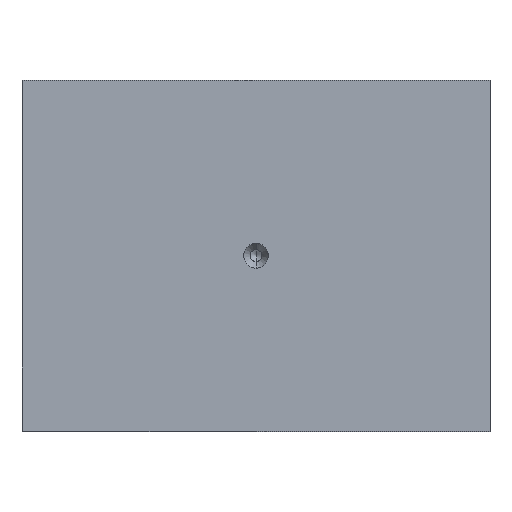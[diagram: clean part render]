
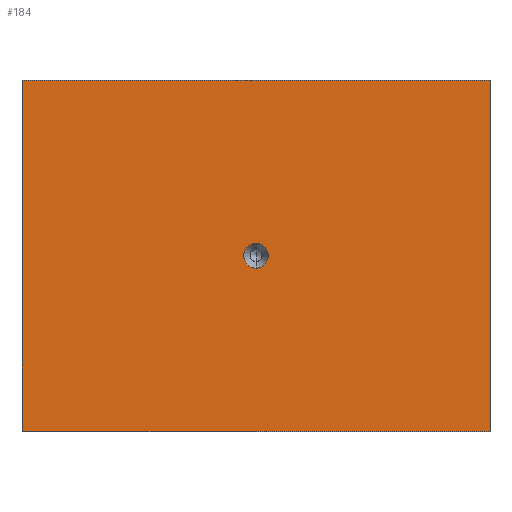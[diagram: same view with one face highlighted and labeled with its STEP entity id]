
A CAD part, top view. The second image highlights one B-rep face of the part: STEP entity #184.
In plain terms, the highlighted planar face has unit normal (0, 0, 1).
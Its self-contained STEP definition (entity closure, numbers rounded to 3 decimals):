
#184 = ADVANCED_FACE ( 'NONE', ( #3369, #3188 ), #1738, .T. ) ;
#239 = ORIENTED_EDGE ( 'NONE', *, *, #2574, .T. ) ;
#310 = AXIS2_PLACEMENT_3D ( 'NONE', #2354, #364, #3483 ) ;
#364 = DIRECTION ( 'NONE',  ( 0., 0., -1. ) ) ;
#545 = VERTEX_POINT ( 'NONE', #3325 ) ;
#698 = DIRECTION ( 'NONE',  ( 0., 1., 0. ) ) ;
#764 = CARTESIAN_POINT ( 'NONE',  ( 67.459, -42.98, 147.997 ) ) ;
#850 = LINE ( 'NONE', #2702, #1379 ) ;
#878 = EDGE_CURVE ( 'NONE', #2251, #3093, #2469, .T. ) ;
#920 = DIRECTION ( 'NONE',  ( 0., 0., 1. ) ) ;
#968 = CARTESIAN_POINT ( 'NONE',  ( -12.541, 21.27, 147.997 ) ) ;
#1043 = DIRECTION ( 'NONE',  ( 1., 0., 0. ) ) ;
#1116 = DIRECTION ( 'NONE',  ( 0., 0., -1. ) ) ;
#1161 = ORIENTED_EDGE ( 'NONE', *, *, #2657, .T. ) ;
#1206 = DIRECTION ( 'NONE',  ( 1., 0., 0. ) ) ;
#1286 = EDGE_LOOP ( 'NONE', ( #1161, #1314, #2005, #239 ) ) ;
#1306 = VECTOR ( 'NONE', #698, 1000. ) ;
#1314 = ORIENTED_EDGE ( 'NONE', *, *, #2810, .T. ) ;
#1379 = VECTOR ( 'NONE', #1535, 1000. ) ;
#1496 = VERTEX_POINT ( 'NONE', #764 ) ;
#1535 = DIRECTION ( 'NONE',  ( 0., -1., 0. ) ) ;
#1590 = ORIENTED_EDGE ( 'NONE', *, *, #2953, .T. ) ;
#1601 = VECTOR ( 'NONE', #2575, 1000. ) ;
#1604 = LINE ( 'NONE', #2635, #1306 ) ;
#1618 = ORIENTED_EDGE ( 'NONE', *, *, #878, .T. ) ;
#1689 = CARTESIAN_POINT ( 'NONE',  ( -92.541, -42.98, 147.997 ) ) ;
#1717 = CARTESIAN_POINT ( 'NONE',  ( -92.541, -42.98, 147.997 ) ) ;
#1738 = PLANE ( 'NONE',  #3020 ) ;
#1959 = DIRECTION ( 'NONE',  ( 0., 1., 0. ) ) ;
#2005 = ORIENTED_EDGE ( 'NONE', *, *, #2270, .T. ) ;
#2119 = VECTOR ( 'NONE', #1043, 1000. ) ;
#2145 = AXIS2_PLACEMENT_3D ( 'NONE', #3345, #1116, #1959 ) ;
#2198 = LINE ( 'NONE', #2550, #1601 ) ;
#2251 = VERTEX_POINT ( 'NONE', #2647 ) ;
#2270 = EDGE_CURVE ( 'NONE', #1496, #545, #1604, .T. ) ;
#2304 = CARTESIAN_POINT ( 'NONE',  ( -92.541, -42.98, 147.997 ) ) ;
#2354 = CARTESIAN_POINT ( 'NONE',  ( -12.541, 17.02, 147.997 ) ) ;
#2469 = CIRCLE ( 'NONE', #2145, 4.25 ) ;
#2550 = CARTESIAN_POINT ( 'NONE',  ( -92.541, 77.02, 147.997 ) ) ;
#2574 = EDGE_CURVE ( 'NONE', #545, #2616, #2198, .T. ) ;
#2575 = DIRECTION ( 'NONE',  ( -1., 0., 0. ) ) ;
#2616 = VERTEX_POINT ( 'NONE', #2892 ) ;
#2635 = CARTESIAN_POINT ( 'NONE',  ( 67.459, 77.02, 147.997 ) ) ;
#2647 = CARTESIAN_POINT ( 'NONE',  ( -12.541, 12.77, 147.997 ) ) ;
#2648 = EDGE_LOOP ( 'NONE', ( #1590, #1618 ) ) ;
#2657 = EDGE_CURVE ( 'NONE', #2616, #3349, #850, .T. ) ;
#2702 = CARTESIAN_POINT ( 'NONE',  ( -92.541, 77.02, 147.997 ) ) ;
#2810 = EDGE_CURVE ( 'NONE', #3349, #1496, #3346, .T. ) ;
#2892 = CARTESIAN_POINT ( 'NONE',  ( -92.541, 77.02, 147.997 ) ) ;
#2953 = EDGE_CURVE ( 'NONE', #3093, #2251, #3118, .T. ) ;
#3020 = AXIS2_PLACEMENT_3D ( 'NONE', #2304, #920, #1206 ) ;
#3093 = VERTEX_POINT ( 'NONE', #968 ) ;
#3118 = CIRCLE ( 'NONE', #310, 4.25 ) ;
#3188 = FACE_OUTER_BOUND ( 'NONE', #1286, .T. ) ;
#3325 = CARTESIAN_POINT ( 'NONE',  ( 67.459, 77.02, 147.997 ) ) ;
#3345 = CARTESIAN_POINT ( 'NONE',  ( -12.541, 17.02, 147.997 ) ) ;
#3346 = LINE ( 'NONE', #1689, #2119 ) ;
#3349 = VERTEX_POINT ( 'NONE', #1717 ) ;
#3369 = FACE_BOUND ( 'NONE', #2648, .T. ) ;
#3483 = DIRECTION ( 'NONE',  ( 0., 1., 0. ) ) ;
